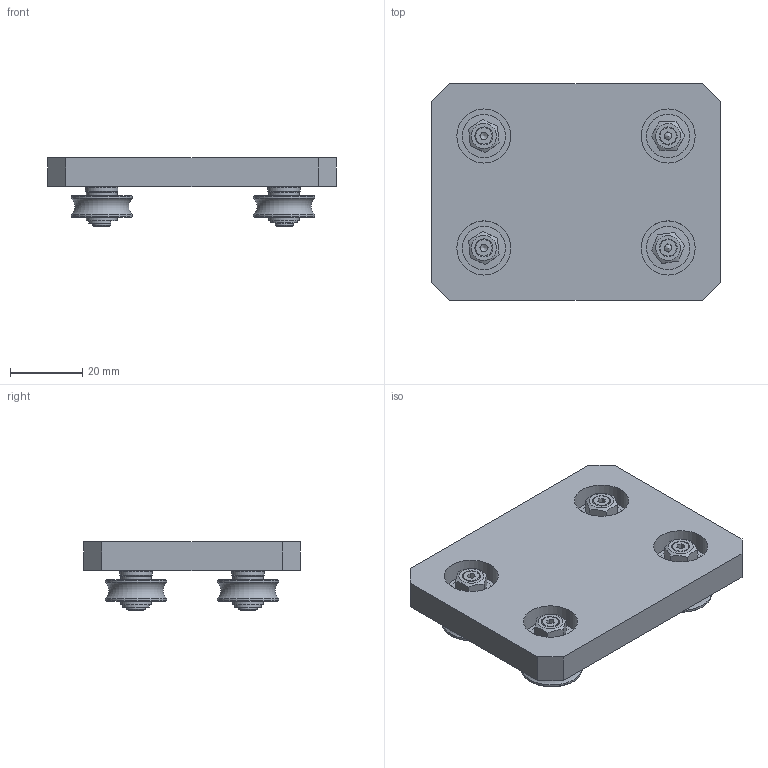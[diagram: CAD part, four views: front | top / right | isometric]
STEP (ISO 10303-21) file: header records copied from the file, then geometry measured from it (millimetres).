
FILE_DESCRIPTION(/* description */ ('GR.CARRELLO COMPL.PER GDR6'),/* implementation_level */ '2;1');
FILE_NAME(/* name */ 'GCARO0000088.stp',/* time_stamp */ '2022-07-27T11:28:59+02:00',/* author */ ('tecnico3.vi'),/* organization */ (''),/* preprocessor_version */ 'ST-DEVELOPER v18.1',/* originating_system */ 'Autodesk Inventor 2022',/* authorisation */ '');
FILE_SCHEMA (('AUTOMOTIVE_DESIGN { 1 0 10303 214 3 1 1 }'));
Length unit declared in the file: millimetre
Products named in the file (10): 60CA00017-A; 70PF00294-A; GRUGD0000029; 70PE00255-A; GRUGD0000050; 70PE00256-A; 80RT00012R-A; 80AER0003-A; 80MTZ0006-A; 25.502.00
Assembly tree (15 placements, depth 3):
  60CA00017-A
    70PF00294-A
    GRUGD0000029  x2
      70PE00255-A
      80RT00012R-A
      80MTZ0006-A
      25.502.00
      80AER0003-A
    GRUGD0000050  x2
      70PE00256-A
      80RT00012R-A
      80AER0003-A
      80MTZ0006-A
      25.502.00
Bounding box: 80 x 60 x 19 mm (x, y, z)
Volume: 41104.3 mm3; surface area: 20503.1 mm2
Topology: 21 solids, 21 shells, 398 faces, 912 edges, 576 vertices
Faces by surface type: plane 214, cylinder 124, cone 56, torus 4
Full cylindrical faces by diameter (mm): 2 x8, 3.2 x4, 4.134 x4, 5 x20, 5.2 x4, 8.5 x8, 9 x4, 12 x4, 15 x4, 17 x8
Entity records: 4856 total; most frequent: DIRECTION 844, CARTESIAN_POINT 787, ORIENTED_EDGE 708, EDGE_CURVE 354, AXIS2_PLACEMENT_3D 318, VERTEX_POINT 225, LINE 208, VECTOR 208
